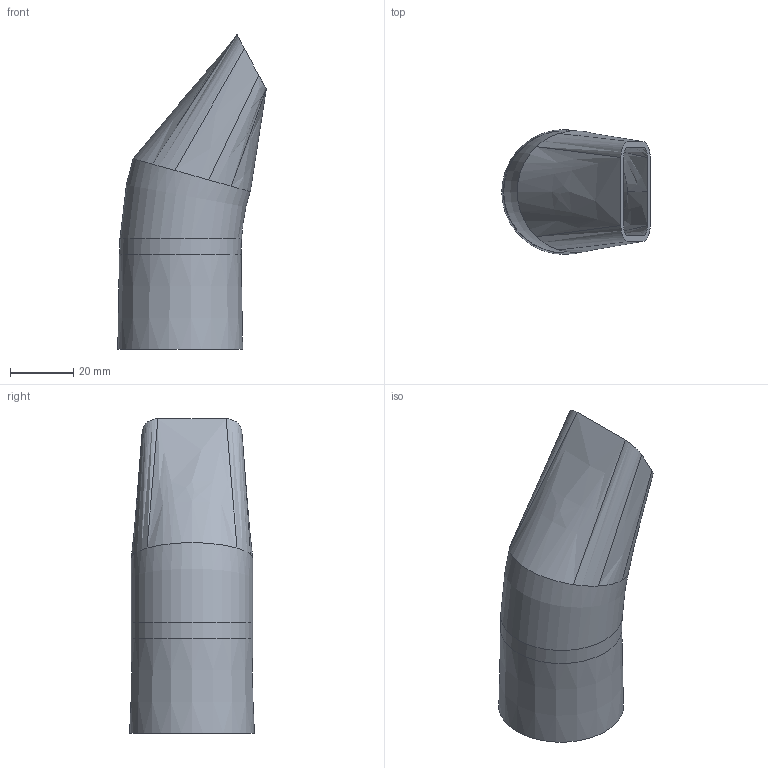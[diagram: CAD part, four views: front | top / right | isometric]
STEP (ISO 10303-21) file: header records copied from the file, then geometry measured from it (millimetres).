
FILE_DESCRIPTION(('FreeCAD Model'),'2;1');
FILE_NAME('Open CASCADE Shape Model','2024-03-24T11:44:25',(''),(''), 'Open CASCADE STEP processor 7.7','FreeCAD','Unknown');
FILE_SCHEMA(('AP242_MANAGED_MODEL_BASED_3D_ENGINEERING_MIM_LF. {1 0 10303 442 1 1 4 }'));
Length unit declared in the file: millimetre
Products named in the file (1): Body
Bounding box: 46.88 x 39.45 x 99.35 mm (x, y, z)
Volume: 21343.3 mm3; surface area: 20941.8 mm2
Topology: 1 solids, 1 shells, 27 faces, 68 edges, 43 vertices
Faces by surface type: bspline 18, cone 3, plane 2, extrusion 2, revolution 2
Entity records: 1937 total; most frequent: CARTESIAN_POINT 605, DIRECTION 221, ORIENTED_EDGE 136, PCURVE 136, DEFINITIONAL_REPRESENTATION 136, VECTOR 119, LINE 117, EDGE_CURVE 68
